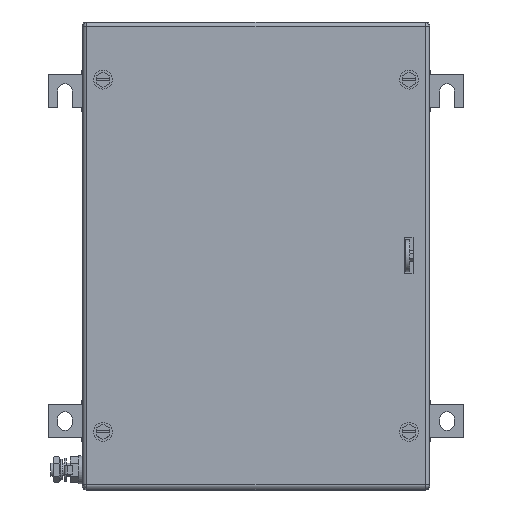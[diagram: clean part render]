
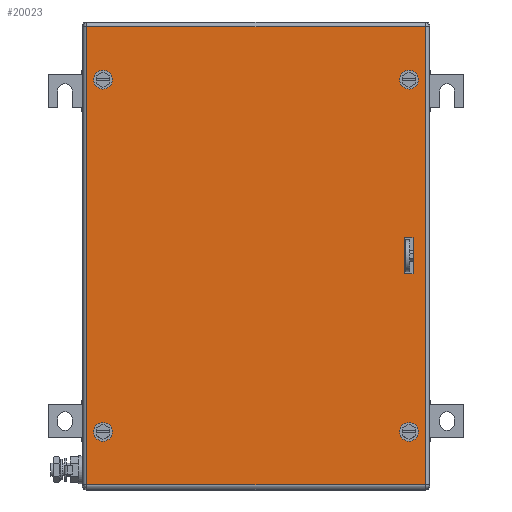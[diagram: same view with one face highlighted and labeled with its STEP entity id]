
A CAD part, top view. The second image highlights one B-rep face of the part: STEP entity #20023.
In plain terms, the highlighted planar face has unit normal (0, 0, 1).
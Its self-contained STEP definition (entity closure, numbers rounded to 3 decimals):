
#19863=AXIS2_PLACEMENT_3D('Circle Axis2P3D',#19861,#19862,$) ;
#19890=AXIS2_PLACEMENT_3D('Plane Axis2P3D',#19887,#19888,#19889) ;
#19928=AXIS2_PLACEMENT_3D('Circle Axis2P3D',#19926,#19927,$) ;
#19937=AXIS2_PLACEMENT_3D('Circle Axis2P3D',#19935,#19936,$) ;
#19946=AXIS2_PLACEMENT_3D('Circle Axis2P3D',#19944,#19945,$) ;
#19955=AXIS2_PLACEMENT_3D('Circle Axis2P3D',#19953,#19954,$) ;
#19964=AXIS2_PLACEMENT_3D('Circle Axis2P3D',#19962,#19963,$) ;
#19973=AXIS2_PLACEMENT_3D('Circle Axis2P3D',#19971,#19972,$) ;
#19982=AXIS2_PLACEMENT_3D('Circle Axis2P3D',#19980,#19981,$) ;
#19858=CARTESIAN_POINT('Vertex',(44.5,306.75,153.5)) ;
#19861=CARTESIAN_POINT('Axis2P3D Location',(41.,306.75,153.5)) ;
#19865=CARTESIAN_POINT('Vertex',(37.5,306.75,153.5)) ;
#19887=CARTESIAN_POINT('Axis2P3D Location',(155.5,175.,153.5)) ;
#19892=CARTESIAN_POINT('Line Origine',(155.5,346.5,153.5)) ;
#19896=CARTESIAN_POINT('Vertex',(282.,346.5,153.5)) ;
#19898=CARTESIAN_POINT('Vertex',(29.,346.5,153.5)) ;
#19901=CARTESIAN_POINT('Line Origine',(29.,175.,153.5)) ;
#19905=CARTESIAN_POINT('Vertex',(29.,3.5,153.5)) ;
#19908=CARTESIAN_POINT('Line Origine',(155.5,3.5,153.5)) ;
#19912=CARTESIAN_POINT('Vertex',(282.,3.5,153.5)) ;
#19915=CARTESIAN_POINT('Line Origine',(282.,175.,153.5)) ;
#19926=CARTESIAN_POINT('Axis2P3D Location',(41.,306.75,153.5)) ;
#19935=CARTESIAN_POINT('Axis2P3D Location',(41.,43.25,153.5)) ;
#19939=CARTESIAN_POINT('Vertex',(37.5,43.25,153.5)) ;
#19941=CARTESIAN_POINT('Vertex',(44.5,43.25,153.5)) ;
#19944=CARTESIAN_POINT('Axis2P3D Location',(41.,43.25,153.5)) ;
#19953=CARTESIAN_POINT('Axis2P3D Location',(270.,43.25,153.5)) ;
#19957=CARTESIAN_POINT('Vertex',(273.5,43.25,153.5)) ;
#19959=CARTESIAN_POINT('Vertex',(266.5,43.25,153.5)) ;
#19962=CARTESIAN_POINT('Axis2P3D Location',(270.,43.25,153.5)) ;
#19971=CARTESIAN_POINT('Axis2P3D Location',(270.,306.75,153.5)) ;
#19975=CARTESIAN_POINT('Vertex',(273.5,306.75,153.5)) ;
#19977=CARTESIAN_POINT('Vertex',(266.5,306.75,153.5)) ;
#19980=CARTESIAN_POINT('Axis2P3D Location',(270.,306.75,153.5)) ;
#19989=CARTESIAN_POINT('Line Origine',(269.75,161.5,153.5)) ;
#19993=CARTESIAN_POINT('Vertex',(273.,161.5,153.5)) ;
#19995=CARTESIAN_POINT('Vertex',(266.5,161.5,153.5)) ;
#19998=CARTESIAN_POINT('Line Origine',(266.5,175.,153.5)) ;
#20002=CARTESIAN_POINT('Vertex',(266.5,188.5,153.5)) ;
#20005=CARTESIAN_POINT('Line Origine',(269.75,188.5,153.5)) ;
#20009=CARTESIAN_POINT('Vertex',(273.,188.5,153.5)) ;
#20012=CARTESIAN_POINT('Line Origine',(273.,175.,153.5)) ;
#19862=DIRECTION('Axis2P3D Direction',(0.,0.,1.)) ;
#19888=DIRECTION('Axis2P3D Direction',(0.,0.,1.)) ;
#19889=DIRECTION('Axis2P3D XDirection',(1.,0.,0.)) ;
#19893=DIRECTION('Vector Direction',(1.,0.,0.)) ;
#19902=DIRECTION('Vector Direction',(0.,-1.,0.)) ;
#19909=DIRECTION('Vector Direction',(1.,0.,0.)) ;
#19916=DIRECTION('Vector Direction',(0.,1.,0.)) ;
#19927=DIRECTION('Axis2P3D Direction',(0.,0.,1.)) ;
#19936=DIRECTION('Axis2P3D Direction',(0.,0.,1.)) ;
#19945=DIRECTION('Axis2P3D Direction',(0.,0.,1.)) ;
#19954=DIRECTION('Axis2P3D Direction',(0.,0.,1.)) ;
#19963=DIRECTION('Axis2P3D Direction',(0.,0.,1.)) ;
#19972=DIRECTION('Axis2P3D Direction',(0.,0.,1.)) ;
#19981=DIRECTION('Axis2P3D Direction',(0.,0.,1.)) ;
#19990=DIRECTION('Vector Direction',(-1.,0.,0.)) ;
#19999=DIRECTION('Vector Direction',(0.,1.,0.)) ;
#20006=DIRECTION('Vector Direction',(1.,0.,0.)) ;
#20013=DIRECTION('Vector Direction',(0.,-1.,0.)) ;
#19894=VECTOR('Line Direction',#19893,1.) ;
#19903=VECTOR('Line Direction',#19902,1.) ;
#19910=VECTOR('Line Direction',#19909,1.) ;
#19917=VECTOR('Line Direction',#19916,1.) ;
#19991=VECTOR('Line Direction',#19990,1.) ;
#20000=VECTOR('Line Direction',#19999,1.) ;
#20007=VECTOR('Line Direction',#20006,1.) ;
#20014=VECTOR('Line Direction',#20013,1.) ;
#19921=ORIENTED_EDGE('',*,*,#19900,.T.) ;
#19922=ORIENTED_EDGE('',*,*,#19907,.T.) ;
#19923=ORIENTED_EDGE('',*,*,#19914,.T.) ;
#19924=ORIENTED_EDGE('',*,*,#19919,.T.) ;
#19932=ORIENTED_EDGE('',*,*,#19930,.F.) ;
#19933=ORIENTED_EDGE('',*,*,#19867,.F.) ;
#19950=ORIENTED_EDGE('',*,*,#19943,.F.) ;
#19951=ORIENTED_EDGE('',*,*,#19948,.F.) ;
#19968=ORIENTED_EDGE('',*,*,#19961,.F.) ;
#19969=ORIENTED_EDGE('',*,*,#19966,.F.) ;
#19986=ORIENTED_EDGE('',*,*,#19979,.F.) ;
#19987=ORIENTED_EDGE('',*,*,#19984,.F.) ;
#20018=ORIENTED_EDGE('',*,*,#19997,.T.) ;
#20019=ORIENTED_EDGE('',*,*,#20004,.T.) ;
#20020=ORIENTED_EDGE('',*,*,#20011,.T.) ;
#20021=ORIENTED_EDGE('',*,*,#20016,.T.) ;
#19934=FACE_BOUND('',#19931,.T.) ;
#19952=FACE_BOUND('',#19949,.T.) ;
#19970=FACE_BOUND('',#19967,.T.) ;
#19988=FACE_BOUND('',#19985,.T.) ;
#20022=FACE_BOUND('',#20017,.T.) ;
#20023=ADVANCED_FACE('ZUB_KTB_MH_352615_0GP_AllCATPart.1\\ZUB_DE_KTB_MH_350x260.1\\DE_KTB_MH_PART_MASTER.2\\Koerper.2',(#19925,#19934,#19952,#19970,#19988,#20022),#19891,.T.) ;
#19864=CIRCLE('generated circle',#19863,3.5) ;
#19929=CIRCLE('generated circle',#19928,3.5) ;
#19938=CIRCLE('generated circle',#19937,3.5) ;
#19947=CIRCLE('generated circle',#19946,3.5) ;
#19956=CIRCLE('generated circle',#19955,3.5) ;
#19965=CIRCLE('generated circle',#19964,3.5) ;
#19974=CIRCLE('generated circle',#19973,3.5) ;
#19983=CIRCLE('generated circle',#19982,3.5) ;
#19867=EDGE_CURVE('',#19859,#19866,#19864,.T.) ;
#19900=EDGE_CURVE('',#19897,#19899,#19895,.F.) ;
#19907=EDGE_CURVE('',#19899,#19906,#19904,.T.) ;
#19914=EDGE_CURVE('',#19906,#19913,#19911,.T.) ;
#19919=EDGE_CURVE('',#19913,#19897,#19918,.T.) ;
#19930=EDGE_CURVE('',#19866,#19859,#19929,.T.) ;
#19943=EDGE_CURVE('',#19940,#19942,#19938,.T.) ;
#19948=EDGE_CURVE('',#19942,#19940,#19947,.T.) ;
#19961=EDGE_CURVE('',#19958,#19960,#19956,.T.) ;
#19966=EDGE_CURVE('',#19960,#19958,#19965,.T.) ;
#19979=EDGE_CURVE('',#19976,#19978,#19974,.T.) ;
#19984=EDGE_CURVE('',#19978,#19976,#19983,.T.) ;
#19997=EDGE_CURVE('',#19994,#19996,#19992,.T.) ;
#20004=EDGE_CURVE('',#19996,#20003,#20001,.T.) ;
#20011=EDGE_CURVE('',#20003,#20010,#20008,.T.) ;
#20016=EDGE_CURVE('',#20010,#19994,#20015,.T.) ;
#19920=EDGE_LOOP('',(#19921,#19922,#19923,#19924)) ;
#19931=EDGE_LOOP('',(#19932,#19933)) ;
#19949=EDGE_LOOP('',(#19950,#19951)) ;
#19967=EDGE_LOOP('',(#19968,#19969)) ;
#19985=EDGE_LOOP('',(#19986,#19987)) ;
#20017=EDGE_LOOP('',(#20018,#20019,#20020,#20021)) ;
#19925=FACE_OUTER_BOUND('',#19920,.T.) ;
#19895=LINE('Line',#19892,#19894) ;
#19904=LINE('Line',#19901,#19903) ;
#19911=LINE('Line',#19908,#19910) ;
#19918=LINE('Line',#19915,#19917) ;
#19992=LINE('Line',#19989,#19991) ;
#20001=LINE('Line',#19998,#20000) ;
#20008=LINE('Line',#20005,#20007) ;
#20015=LINE('Line',#20012,#20014) ;
#19891=PLANE('',#19890) ;
#19859=VERTEX_POINT('',#19858) ;
#19866=VERTEX_POINT('',#19865) ;
#19897=VERTEX_POINT('',#19896) ;
#19899=VERTEX_POINT('',#19898) ;
#19906=VERTEX_POINT('',#19905) ;
#19913=VERTEX_POINT('',#19912) ;
#19940=VERTEX_POINT('',#19939) ;
#19942=VERTEX_POINT('',#19941) ;
#19958=VERTEX_POINT('',#19957) ;
#19960=VERTEX_POINT('',#19959) ;
#19976=VERTEX_POINT('',#19975) ;
#19978=VERTEX_POINT('',#19977) ;
#19994=VERTEX_POINT('',#19993) ;
#19996=VERTEX_POINT('',#19995) ;
#20003=VERTEX_POINT('',#20002) ;
#20010=VERTEX_POINT('',#20009) ;
